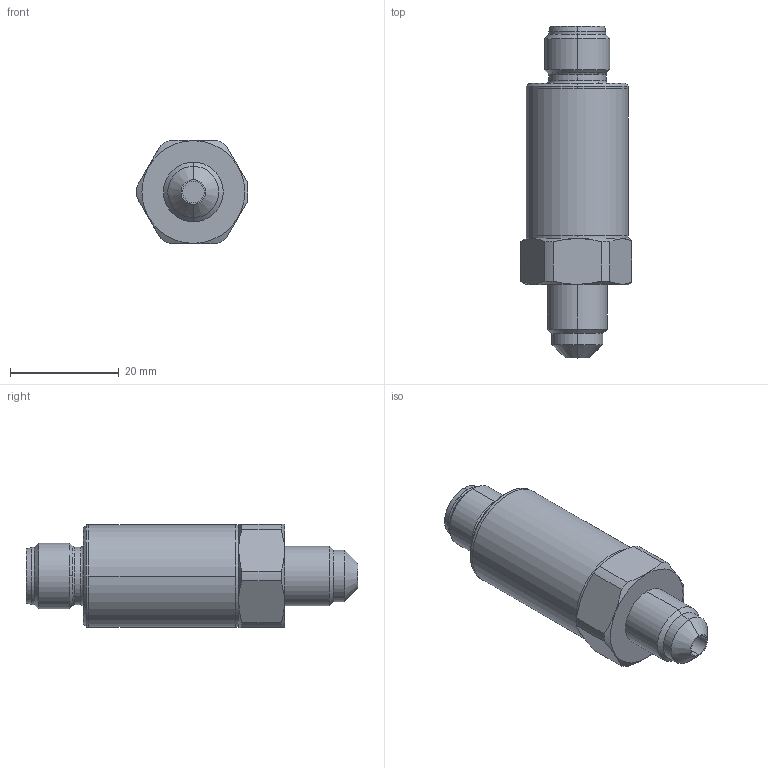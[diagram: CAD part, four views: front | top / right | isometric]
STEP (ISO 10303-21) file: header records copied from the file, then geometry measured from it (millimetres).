
FILE_DESCRIPTION (( 'STEP AP214' ), '1' );
FILE_NAME ('825X.XX.XX.18.32.STEP', '2017-06-27T04:43:18', ( 'upgadmin' ), ( 'Hewlett-Packard Company' ), 'SwSTEP 2.0', 'SolidWorks 2016', '' );
FILE_SCHEMA (( 'AUTOMOTIVE_DESIGN' ));
Length unit declared in the file: millimetre
Products named in the file (8): C23113_18; C21542_defeatured; 825X.XX.XX.18.32; M12x1_4P_32; C23589_4-pol; C23113_18_C23113; C23589
Assembly tree (4 placements, depth 3):
  C23113_18
  C21542_defeatured
  825X.XX.XX.18.32
    C21542_defeatured
    C23113_18_C23113
    M12x1_4P_32
      C23589_4-pol
  C23589
Bounding box: 20.5 x 61.05 x 19 mm (x, y, z)
Volume: 12816 mm3; surface area: 6295.2 mm2
Topology: 3 solids, 5 shells, 388 faces, 1023 edges, 639 vertices
Faces by surface type: cylinder 144, plane 126, cone 71, bspline 39, torus 8
Entity records: 14230 total; most frequent: CARTESIAN_POINT 4684, ORIENTED_EDGE 2022, DIRECTION 1909, EDGE_CURVE 1011, AXIS2_PLACEMENT_3D 755, VERTEX_POINT 639, EDGE_LOOP 416, VECTOR 399
